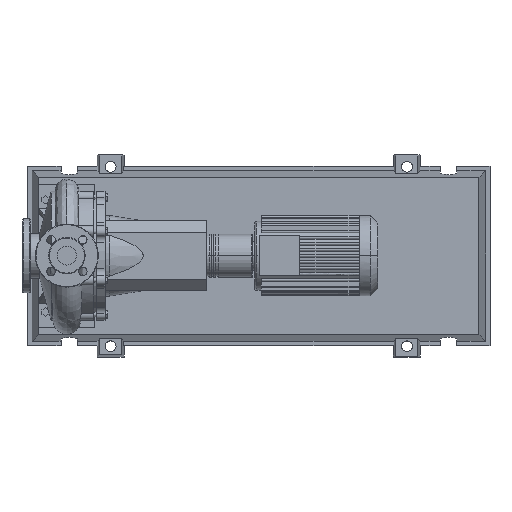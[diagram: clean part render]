
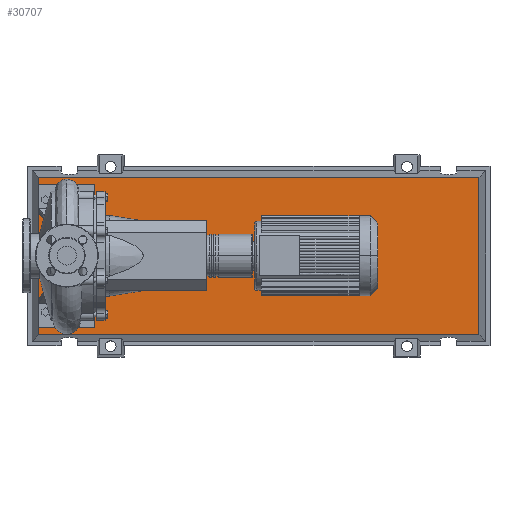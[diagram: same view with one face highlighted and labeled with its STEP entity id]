
A CAD part, top view. The second image highlights one B-rep face of the part: STEP entity #30707.
In plain terms, the highlighted planar face has unit normal (0, 0, 1).
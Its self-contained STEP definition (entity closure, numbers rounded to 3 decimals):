
#30388=CARTESIAN_POINT('',(917.971,-175.471,103.0));
#30389=VERTEX_POINT('',#30388);
#30396=CARTESIAN_POINT('',(-62.971,-175.471,103.0));
#30397=VERTEX_POINT('',#30396);
#30398=CARTESIAN_POINT('',(917.971,-175.471,103.0));
#30399=DIRECTION('',(-1.0,0.0,0.0));
#30400=VECTOR('',#30399,980.941);
#30401=LINE('',#30398,#30400);
#30402=EDGE_CURVE('',#30389,#30397,#30401,.T.);
#30620=CARTESIAN_POINT('',(917.971,175.471,103.0));
#30621=VERTEX_POINT('',#30620);
#30622=CARTESIAN_POINT('',(917.971,175.471,103.0));
#30623=DIRECTION('',(0.0,-1.0,0.0));
#30624=VECTOR('',#30623,350.941);
#30625=LINE('',#30622,#30624);
#30626=EDGE_CURVE('',#30621,#30389,#30625,.T.);
#30644=CARTESIAN_POINT('',(-62.971,175.471,103.0));
#30645=VERTEX_POINT('',#30644);
#30646=CARTESIAN_POINT('',(-62.971,-175.471,103.0));
#30647=DIRECTION('',(0.0,1.0,0.0));
#30648=VECTOR('',#30647,350.941);
#30649=LINE('',#30646,#30648);
#30650=EDGE_CURVE('',#30397,#30645,#30649,.T.);
#30683=CARTESIAN_POINT('',(-62.971,175.471,103.0));
#30684=DIRECTION('',(1.0,0.0,0.0));
#30685=VECTOR('',#30684,980.941);
#30686=LINE('',#30683,#30685);
#30687=EDGE_CURVE('',#30645,#30621,#30686,.T.);
#30696=CARTESIAN_POINT('',(427.5,0.,103.0));
#30697=DIRECTION('',(0.0,0.0,1.0));
#30698=DIRECTION('',(1.0,0.0,0.0));
#30699=AXIS2_PLACEMENT_3D('',#30696,#30697,#30698);
#30700=PLANE('',#30699);
#30701=ORIENTED_EDGE('',*,*,#30626,.F.);
#30702=ORIENTED_EDGE('',*,*,#30687,.F.);
#30703=ORIENTED_EDGE('',*,*,#30650,.F.);
#30704=ORIENTED_EDGE('',*,*,#30402,.F.);
#30705=EDGE_LOOP('',(#30701,#30702,#30703,#30704));
#30706=FACE_OUTER_BOUND('',#30705,.T.);
#30707=ADVANCED_FACE('',(#30706),#30700,.T.);
